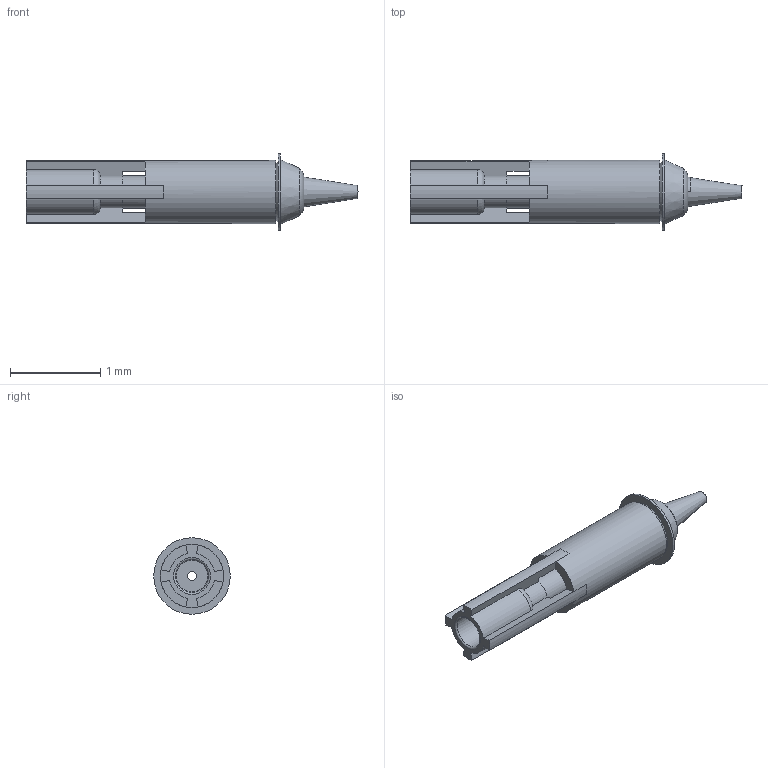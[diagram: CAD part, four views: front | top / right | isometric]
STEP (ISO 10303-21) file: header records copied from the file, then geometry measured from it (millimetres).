
FILE_DESCRIPTION(/* description */ (''),/* implementation_level */ '2;1');
FILE_NAME(/* name */ 'HVE_T_100_345_600_61.stp',/* time_stamp */ '2022-07-04T18:28:22+02:00',/* author */ ('vakilim'),/* organization */ (''),/* preprocessor_version */ 'ST-DEVELOPER v19',/* originating_system */ 'Autodesk Inventor 2023',/* authorisation */ '');
FILE_SCHEMA (('AUTOMOTIVE_DESIGN { 1 0 10303 214 3 1 1 }'));
Length unit declared in the file: millimetre
Products named in the file (1): HVE_T_100_345_600_61
Bounding box: 3.69 x 0.85 x 0.85 mm (x, y, z)
Volume: 0.7 mm3; surface area: 15.2 mm2
Topology: 1 solids, 1 shells, 133 faces, 393 edges, 252 vertices
Faces by surface type: bspline 37, plane 33, cylinder 32, cone 21, torus 10
Full cylindrical faces by diameter (mm): 0.1 x2, 0.358 x3, 0.366 x3, 0.466 x1, 0.7 x1, 0.85 x1
Entity records: 6592 total; most frequent: CARTESIAN_POINT 3241, ORIENTED_EDGE 788, DIRECTION 598, EDGE_CURVE 394, VERTEX_POINT 253, AXIS2_PLACEMENT_3D 237, EDGE_LOOP 139, CIRCLE 134
